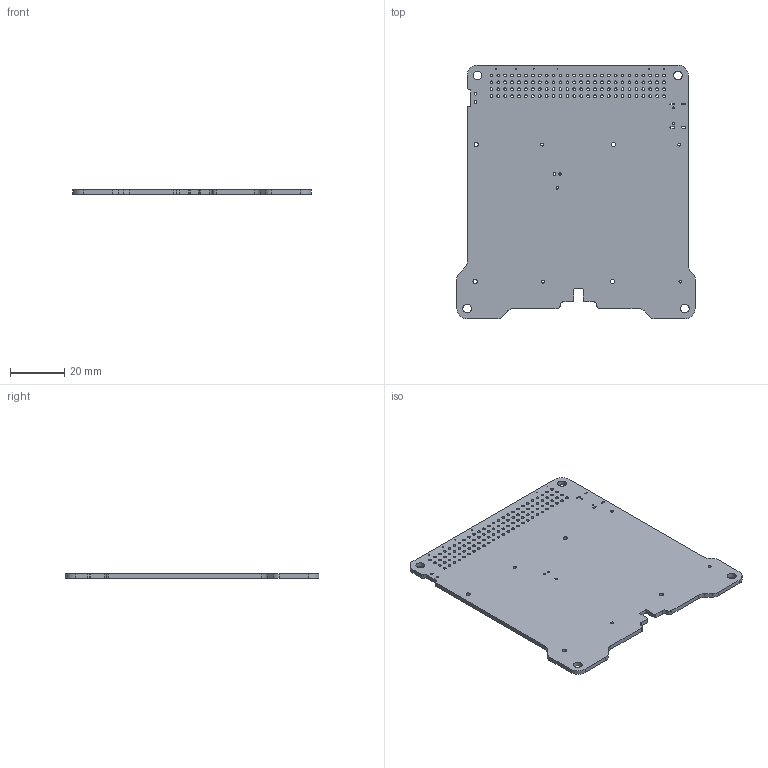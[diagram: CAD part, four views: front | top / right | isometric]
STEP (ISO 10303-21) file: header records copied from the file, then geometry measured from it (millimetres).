
FILE_DESCRIPTION(('Open CASCADE Model'),'2;1');
FILE_NAME('Open CASCADE Shape Model','2025-01-21T09:27:42',('Author'),( 'Open CASCADE'),'Open CASCADE STEP processor 7.5','Open CASCADE 7.5' ,'Unknown');
FILE_SCHEMA(('AUTOMOTIVE_DESIGN { 1 0 10303 214 1 1 1 1 }'));
Length unit declared in the file: millimetre
Products named in the file (3): PCB; Board; Open CASCADE STEP translator 7.5 2.1.1
Assembly tree (2 placements, depth 3):
  PCB
    Board
      Open CASCADE STEP translator 7.5 2.1.1
Bounding box: 87.63 x 93.34 x 1.59 mm (x, y, z)
Volume: 11570.9 mm3; surface area: 15870.9 mm2
Topology: 1 solids, 1 shells, 191 faces, 567 edges, 378 vertices
Faces by surface type: cylinder 161, plane 30
Full cylindrical faces by diameter (mm): 0.3 x6, 0.65 x2, 0.9 x5, 1 x104, 1.1 x4, 1.6 x4, 3.2 x4
Entity records: 7172 total; most frequent: DIRECTION 1277, CARTESIAN_POINT 1139, ORIENTED_EDGE 1134, EDGE_CURVE 567, AXIS2_PLACEMENT_3D 516, FACE_BOUND 457, EDGE_LOOP 457, VERTEX_POINT 378
